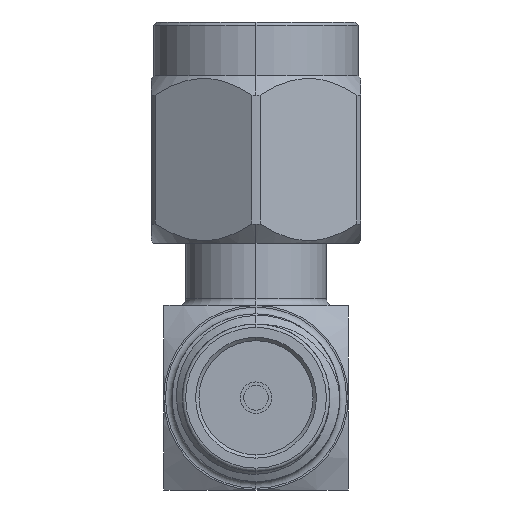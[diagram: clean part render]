
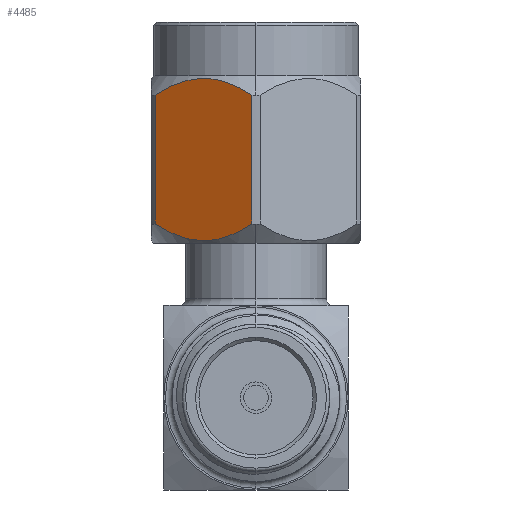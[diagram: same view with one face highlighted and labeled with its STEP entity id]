
A CAD part, left-side view. The second image highlights one B-rep face of the part: STEP entity #4485.
In plain terms, the highlighted planar face has unit normal (-0.866, 0.5, 0).
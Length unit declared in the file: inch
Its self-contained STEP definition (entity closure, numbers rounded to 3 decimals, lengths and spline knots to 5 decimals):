
#446 = CARTESIAN_POINT ( 'NONE',  ( -0.17695, 0.00602, 0.02 ) ) ;
#458 = CARTESIAN_POINT ( 'NONE',  ( -0.09716, 0.14422, 0.25502 ) ) ;
#481 = FACE_OUTER_BOUND ( 'NONE', #5924, .T. ) ;
#495 = LINE ( 'NONE', #446, #5221 ) ;
#499 = CARTESIAN_POINT ( 'NONE',  ( -0.14794, 0.05625, 0.47352 ) ) ;
#612 = CARTESIAN_POINT ( 'NONE',  ( -0.11229, 0.11801, 0.46797 ) ) ;
#686 = LINE ( 'NONE', #2652, #2341 ) ;
#778 = PLANE ( 'NONE',  #6039 ) ;
#1142 = ORIENTED_EDGE ( 'NONE', *, *, #3480, .T. ) ;
#1160 = ORIENTED_EDGE ( 'NONE', *, *, #2608, .T. ) ;
#1217 = CARTESIAN_POINT ( 'NONE',  ( -0.10548, 0.12979, 0.4628 ) ) ;
#1277 = CARTESIAN_POINT ( 'NONE',  ( -0.17695, 0.00602, 0.4511 ) ) ;
#1309 = CARTESIAN_POINT ( 'NONE',  ( -0.15244, 0.04845, 0.47147 ) ) ;
#1498 = EDGE_CURVE ( 'NONE', #6016, #4030, #495, .T. ) ;
#1888 = CARTESIAN_POINT ( 'NONE',  ( -0.108, 0.12543, 0.24511 ) ) ;
#1922 = CARTESIAN_POINT ( 'NONE',  ( -0.11283, 0.11707, 0.24167 ) ) ;
#1930 = CARTESIAN_POINT ( 'NONE',  ( -0.10961, 0.12264, 0.46607 ) ) ;
#1960 = CARTESIAN_POINT ( 'NONE',  ( -0.14256, 0.06555, 0.47528 ) ) ;
#1989 = CARTESIAN_POINT ( 'NONE',  ( -0.1568, 0.04092, 0.46897 ) ) ;
#2157 = EDGE_CURVE ( 'NONE', #4519, #4030, #2630, .T. ) ;
#2164 = DIRECTION ( 'NONE',  ( 0., 0., -1. ) ) ;
#2341 = VECTOR ( 'NONE', #2164, 39.37008 ) ;
#2502 = CARTESIAN_POINT ( 'NONE',  ( -0.11083, 0.12053, 0.24303 ) ) ;
#2589 = CARTESIAN_POINT ( 'NONE',  ( -0.15599, 0.04232, 0.24052 ) ) ;
#2608 = EDGE_CURVE ( 'NONE', #4148, #6016, #4757, .T. ) ;
#2630 = B_SPLINE_CURVE_WITH_KNOTS ( 'NONE', 3,
 ( #3874, #8066, #7339, #1217, #2687, #1930, #8181, #612, #5478, #6201, #7589, #4051, #8892, #4752, #1960, #499, #6839, #1309, #7527, #3400, #4079, #4782, #1989, #7557, #3344, #1277 ),
 .UNSPECIFIED., .F., .F.,
 ( 4, 2, 2, 1, 1, 2, 2, 2, 2, 2, 1, 1, 2, 2, 4 ),
 ( 0., 0.125, 0.1875, 0.21875, 0.23438, 0.24219, 0.25, 0.5, 0.625, 0.6875, 0.71875, 0.73438, 0.74219, 0.75, 1. ),
 .UNSPECIFIED. ) ;
#2652 = CARTESIAN_POINT ( 'NONE',  ( -0.09369, 0.15023, 0.02 ) ) ;
#2687 = CARTESIAN_POINT ( 'NONE',  ( -0.10714, 0.12693, 0.46418 ) ) ;
#3206 = CARTESIAN_POINT ( 'NONE',  ( -0.09369, 0.15023, 0.4511 ) ) ;
#3238 = CARTESIAN_POINT ( 'NONE',  ( -0.1134, 0.11608, 0.2413 ) ) ;
#3267 = CARTESIAN_POINT ( 'NONE',  ( -0.11323, 0.11637, 0.24141 ) ) ;
#3319 = DIRECTION ( 'NONE',  ( 0., 0., 1. ) ) ;
#3336 = CARTESIAN_POINT ( 'NONE',  ( -0.17695, 0.00602, 0.2589 ) ) ;
#3344 = CARTESIAN_POINT ( 'NONE',  ( -0.17011, 0.01786, 0.45876 ) ) ;
#3400 = CARTESIAN_POINT ( 'NONE',  ( -0.1554, 0.04334, 0.46983 ) ) ;
#3480 = EDGE_CURVE ( 'NONE', #4519, #4148, #686, .T. ) ;
#3874 = CARTESIAN_POINT ( 'NONE',  ( -0.09369, 0.15023, 0.4511 ) ) ;
#3922 = CARTESIAN_POINT ( 'NONE',  ( -0.15369, 0.04629, 0.23918 ) ) ;
#3952 = CARTESIAN_POINT ( 'NONE',  ( -0.16329, 0.02968, 0.24515 ) ) ;
#4014 = CARTESIAN_POINT ( 'NONE',  ( -0.13879, 0.07211, 0.23411 ) ) ;
#4030 = VERTEX_POINT ( 'NONE', #5219 ) ;
#4051 = CARTESIAN_POINT ( 'NONE',  ( -0.12108, 0.10279, 0.47357 ) ) ;
#4079 = CARTESIAN_POINT ( 'NONE',  ( -0.15609, 0.04215, 0.46941 ) ) ;
#4148 = VERTEX_POINT ( 'NONE', #5496 ) ;
#4411 = ORIENTED_EDGE ( 'NONE', *, *, #1498, .T. ) ;
#4485 = ADVANCED_FACE ( 'NONE', ( #481 ), #778, .T. ) ;
#4519 = VERTEX_POINT ( 'NONE', #3206 ) ;
#4653 = CARTESIAN_POINT ( 'NONE',  ( -0.1505, 0.05183, 0.23752 ) ) ;
#4752 = CARTESIAN_POINT ( 'NONE',  ( -0.139, 0.07174, 0.47587 ) ) ;
#4757 = B_SPLINE_CURVE_WITH_KNOTS ( 'NONE', 3,
 ( #7431, #458, #8803, #1888, #2502, #8175, #1922, #3267, #3238, #8055, #8081, #4014, #8115, #4653, #3922, #6769, #2589, #6804, #7460, #3952, #8739, #3336 ),
 .UNSPECIFIED., .F., .F.,
 ( 4, 1, 1, 1, 1, 2, 2, 2, 1, 1, 1, 1, 2, 2, 4 ),
 ( 0., 0.125, 0.1875, 0.21875, 0.23438, 0.24219, 0.25, 0.5, 0.625, 0.6875, 0.71875, 0.73438, 0.74219, 0.75, 1. ),
 .UNSPECIFIED. ) ;
#4782 = CARTESIAN_POINT ( 'NONE',  ( -0.15654, 0.04136, 0.46913 ) ) ;
#5219 = CARTESIAN_POINT ( 'NONE',  ( -0.17695, 0.00602, 0.4511 ) ) ;
#5221 = VECTOR ( 'NONE', #3319, 39.37008 ) ;
#5478 = CARTESIAN_POINT ( 'NONE',  ( -0.11291, 0.11694, 0.46837 ) ) ;
#5496 = CARTESIAN_POINT ( 'NONE',  ( -0.09369, 0.15023, 0.2589 ) ) ;
#5924 = EDGE_LOOP ( 'NONE', ( #4411, #6784, #1142, #1160 ) ) ;
#5959 = DIRECTION ( 'NONE',  ( 0.5, 0.866, 0. ) ) ;
#6016 = VERTEX_POINT ( 'NONE', #8222 ) ;
#6039 = AXIS2_PLACEMENT_3D ( 'NONE', #7816, #8463, #5959 ) ;
#6201 = CARTESIAN_POINT ( 'NONE',  ( -0.11332, 0.11623, 0.46864 ) ) ;
#6769 = CARTESIAN_POINT ( 'NONE',  ( -0.1553, 0.04352, 0.24011 ) ) ;
#6784 = ORIENTED_EDGE ( 'NONE', *, *, #2157, .F. ) ;
#6804 = CARTESIAN_POINT ( 'NONE',  ( -0.15645, 0.04153, 0.24081 ) ) ;
#6839 = CARTESIAN_POINT ( 'NONE',  ( -0.14973, 0.05314, 0.47279 ) ) ;
#7339 = CARTESIAN_POINT ( 'NONE',  ( -0.10049, 0.13845, 0.45835 ) ) ;
#7431 = CARTESIAN_POINT ( 'NONE',  ( -0.09369, 0.15023, 0.2589 ) ) ;
#7460 = CARTESIAN_POINT ( 'NONE',  ( -0.15671, 0.04108, 0.24097 ) ) ;
#7527 = CARTESIAN_POINT ( 'NONE',  ( -0.1538, 0.0461, 0.47076 ) ) ;
#7557 = CARTESIAN_POINT ( 'NONE',  ( -0.16354, 0.02923, 0.46467 ) ) ;
#7589 = CARTESIAN_POINT ( 'NONE',  ( -0.1135, 0.11592, 0.46876 ) ) ;
#7816 = CARTESIAN_POINT ( 'NONE',  ( -0.09021, 0.15625, 0.02 ) ) ;
#8055 = CARTESIAN_POINT ( 'NONE',  ( -0.12096, 0.10298, 0.23648 ) ) ;
#8066 = CARTESIAN_POINT ( 'NONE',  ( -0.09712, 0.14428, 0.45494 ) ) ;
#8081 = CARTESIAN_POINT ( 'NONE',  ( -0.12817, 0.0905, 0.23413 ) ) ;
#8115 = CARTESIAN_POINT ( 'NONE',  ( -0.14415, 0.06282, 0.23498 ) ) ;
#8175 = CARTESIAN_POINT ( 'NONE',  ( -0.11224, 0.1181, 0.24207 ) ) ;
#8181 = CARTESIAN_POINT ( 'NONE',  ( -0.11085, 0.1205, 0.46698 ) ) ;
#8222 = CARTESIAN_POINT ( 'NONE',  ( -0.17695, 0.00602, 0.2589 ) ) ;
#8463 = DIRECTION ( 'NONE',  ( -0.866, 0.5, 0. ) ) ;
#8739 = CARTESIAN_POINT ( 'NONE',  ( -0.16997, 0.01811, 0.25108 ) ) ;
#8803 = CARTESIAN_POINT ( 'NONE',  ( -0.10225, 0.1354, 0.24988 ) ) ;
#8892 = CARTESIAN_POINT ( 'NONE',  ( -0.12814, 0.09056, 0.4759 ) ) ;
